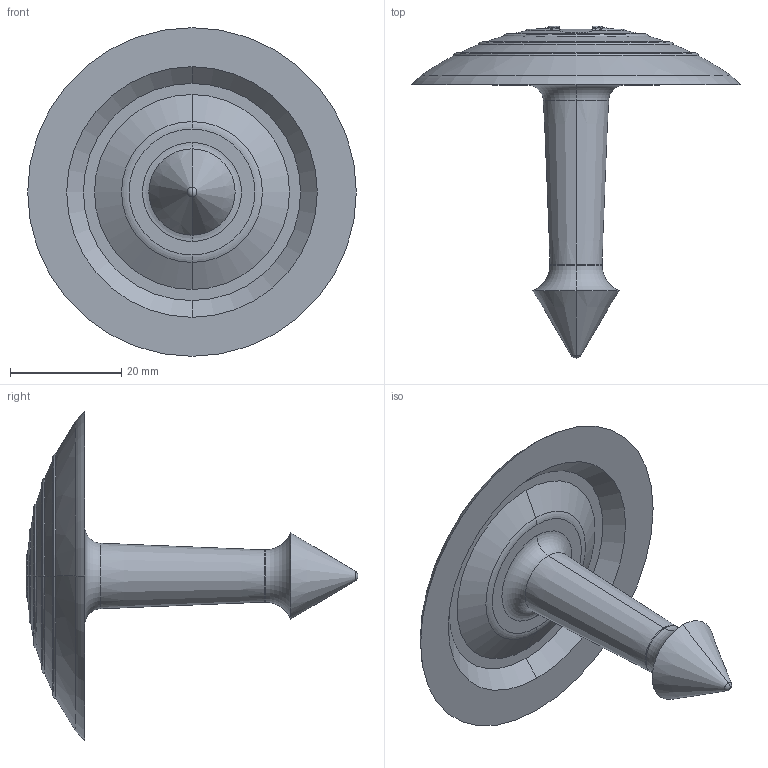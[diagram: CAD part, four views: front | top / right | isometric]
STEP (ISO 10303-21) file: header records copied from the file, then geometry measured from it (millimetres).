
FILE_DESCRIPTION (( 'STEP AP214' ), '1' );
FILE_NAME ('817321d.STEP', '2020-04-30T13:09:41', ( 'Huth' ), ( '' ), 'SwSTEP 2.0', 'SolidWorks 2018', '' );
FILE_SCHEMA (( 'AUTOMOTIVE_DESIGN' ));
Length unit declared in the file: millimetre
Products named in the file (1): 817321d
Bounding box: 59 x 59.59 x 59 mm (x, y, z)
Volume: 17751.8 mm3; surface area: 7640.5 mm2
Topology: 1 solids, 1 shells, 84 faces, 193 edges, 114 vertices
Faces by surface type: torus 34, sphere 34, cone 8, plane 5, cylinder 3
Entity records: 2613 total; most frequent: CARTESIAN_POINT 616, DIRECTION 483, ORIENTED_EDGE 386, AXIS2_PLACEMENT_3D 235, EDGE_CURVE 193, CIRCLE 150, VERTEX_POINT 114, EDGE_LOOP 87
